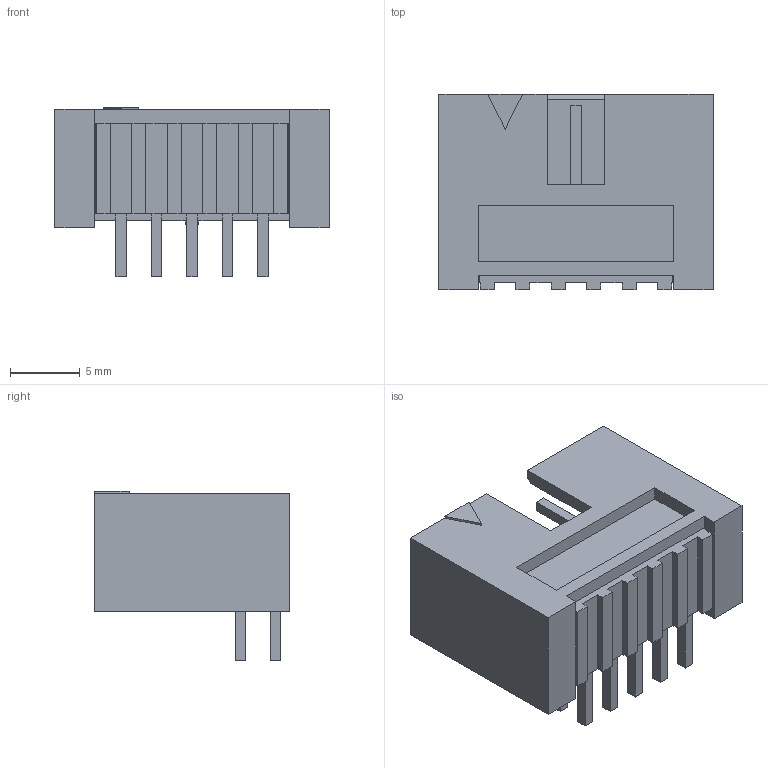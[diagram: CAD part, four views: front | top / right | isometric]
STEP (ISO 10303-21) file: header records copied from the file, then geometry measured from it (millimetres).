
FILE_DESCRIPTION(/* description */ (''),/* implementation_level */ '2;1');
FILE_NAME(/* name */ '39-26-7108-recenter.stp',/* time_stamp */ '2020-04-12T13:00:06-04:00',/* author */ ('huesof'),/* organization */ (''),/* preprocessor_version */ 'ST-DEVELOPER v18',/* originating_system */ 'Autodesk Inventor 2020',/* authorisation */ '');
FILE_SCHEMA (('AUTOMOTIVE_DESIGN { 1 0 10303 214 3 1 1 }'));
Length unit declared in the file: millimetre
Products named in the file (1): 39-26-7108-recenter
Bounding box: 19.66 x 14 x 12.15 mm (x, y, z)
Volume: 1398.6 mm3; surface area: 1800.2 mm2
Topology: 1 solids, 1 shells, 165 faces, 422 edges, 280 vertices
Faces by surface type: plane 164, cylinder 1
Entity records: 4927 total; most frequent: CARTESIAN_POINT 868, ORIENTED_EDGE 844, DIRECTION 756, EDGE_CURVE 422, LINE 420, VECTOR 420, VERTEX_POINT 280, EDGE_LOOP 186
